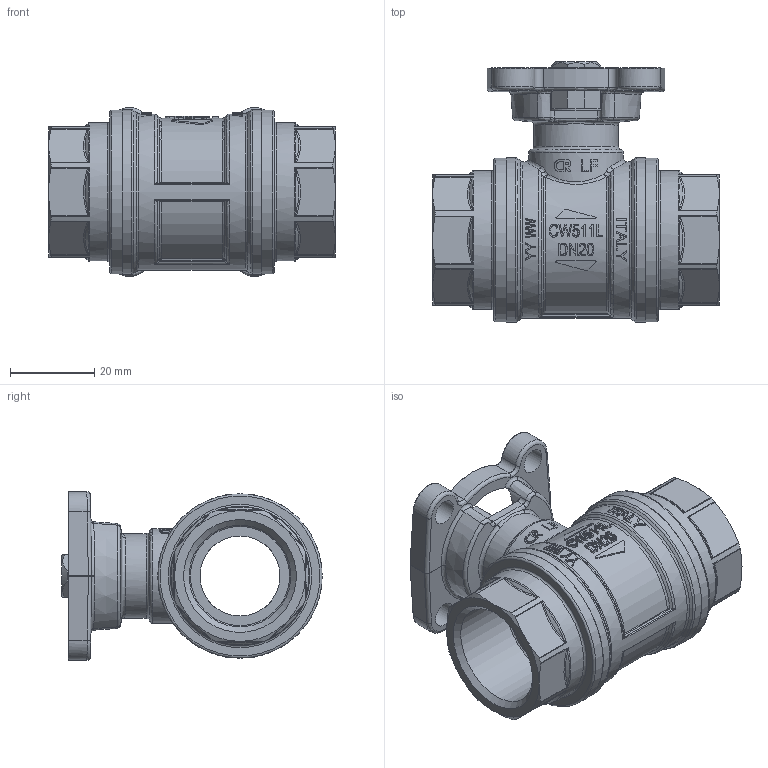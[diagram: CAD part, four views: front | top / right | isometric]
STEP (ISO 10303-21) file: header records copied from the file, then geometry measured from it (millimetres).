
FILE_DESCRIPTION(/* description */ (''),/* implementation_level */ '2;1');
FILE_NAME(/* name */ 'S477E00BL.stp',/* time_stamp */ '2022-04-28T09:13:52+02:00',/* author */ ('Bonomellir'),/* organization */ (''),/* preprocessor_version */ 'ST-DEVELOPER v18.1',/* originating_system */ 'Autodesk Inventor 2021',/* authorisation */ '');
FILE_SCHEMA (('AUTOMOTIVE_DESIGN { 1 0 10303 214 3 1 1 }'));
Length unit declared in the file: millimetre
Products named in the file (4): S477E00BL; M477E00BL; PA6GG6BL; O477E00G
Assembly tree (4 placements, depth 2):
  S477E00BL
    M477E00BL
    PA6GG6BL
    O477E00G  x2
Bounding box: 68 x 61.75 x 40 mm (x, y, z)
Volume: 59895.6 mm3; surface area: 25576.5 mm2
Topology: 4 solids, 4 shells, 701 faces, 1778 edges, 1082 vertices
Faces by surface type: bspline 275, plane 191, cylinder 130, cone 59, torus 41, sphere 5
Full cylindrical faces by diameter (mm): 3.242 x1, 5.5 x1, 6 x4, 12.92 x1, 19 x3, 20 x1, 22.5 x1, 24.117 x2, 26 x1, 33 x4, 37 x1, 39 x4
Entity records: 24382 total; most frequent: CARTESIAN_POINT 10969, ORIENTED_EDGE 3026, DIRECTION 2235, EDGE_CURVE 1513, VERTEX_POINT 949, AXIS2_PLACEMENT_3D 869, EDGE_LOOP 652, FACE_OUTER_BOUND 602
